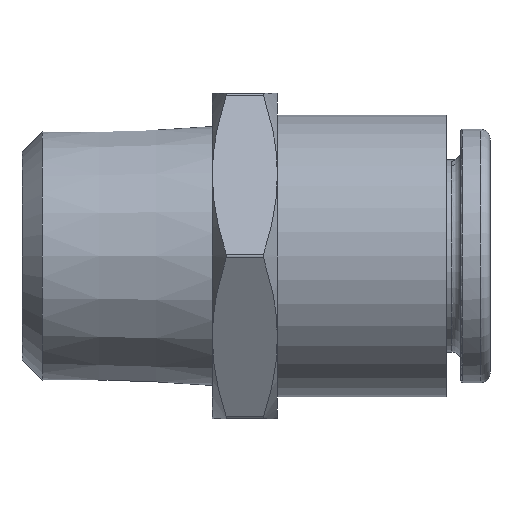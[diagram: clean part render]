
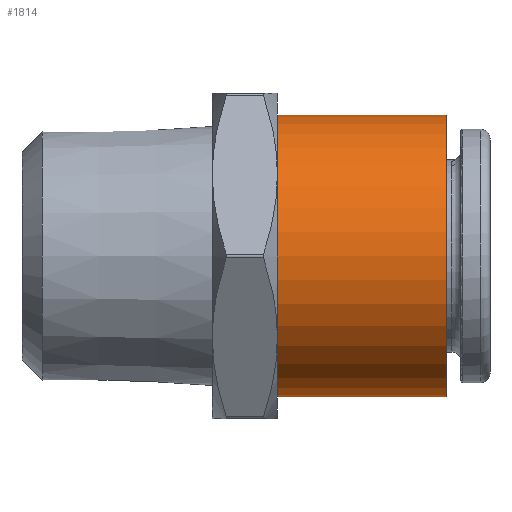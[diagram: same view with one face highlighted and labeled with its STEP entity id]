
A CAD part, front view. The second image highlights one B-rep face of the part: STEP entity #1814.
In plain terms, the highlighted cylindrical face has radius 7.55 mm (diameter 15.1 mm), a full revolution.
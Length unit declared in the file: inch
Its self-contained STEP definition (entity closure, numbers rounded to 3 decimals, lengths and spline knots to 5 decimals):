
#263=FACE_OUTER_BOUND('',#380,.T.);
#380=EDGE_LOOP('',(#1519,#1520,#1521,#1522));
#470=LINE('',#3521,#548);
#548=VECTOR('',#2536,0.29724);
#657=CIRCLE('',#2042,0.29724);
#658=CIRCLE('',#2044,0.29724);
#819=VERTEX_POINT('',#3516);
#820=VERTEX_POINT('',#3519);
#1061=EDGE_CURVE('',#819,#819,#657,.T.);
#1062=EDGE_CURVE('',#820,#820,#658,.T.);
#1063=EDGE_CURVE('',#820,#819,#470,.T.);
#1519=ORIENTED_EDGE('',*,*,#1062,.F.);
#1520=ORIENTED_EDGE('',*,*,#1063,.T.);
#1521=ORIENTED_EDGE('',*,*,#1061,.T.);
#1522=ORIENTED_EDGE('',*,*,#1063,.F.);
#1609=CYLINDRICAL_SURFACE('',#2043,0.29724);
#1814=ADVANCED_FACE('',(#263),#1609,.T.);
#2042=AXIS2_PLACEMENT_3D('',#3517,#2530,#2531);
#2043=AXIS2_PLACEMENT_3D('',#3518,#2532,#2533);
#2044=AXIS2_PLACEMENT_3D('',#3520,#2534,#2535);
#2530=DIRECTION('center_axis',(1.,0.,0.));
#2531=DIRECTION('ref_axis',(0.,1.,0.));
#2532=DIRECTION('center_axis',(1.,0.,0.));
#2533=DIRECTION('ref_axis',(0.,-1.,0.));
#2534=DIRECTION('center_axis',(1.,0.,0.));
#2535=DIRECTION('ref_axis',(0.,1.,0.));
#2536=DIRECTION('',(-1.,0.,0.));
#3516=CARTESIAN_POINT('',(0.53928,0.29724,0.));
#3517=CARTESIAN_POINT('Origin',(0.53928,0.,0.));
#3518=CARTESIAN_POINT('Origin',(-0.0448,0.,0.));
#3519=CARTESIAN_POINT('',(0.89606,0.29724,0.));
#3520=CARTESIAN_POINT('Origin',(0.89606,0.,0.));
#3521=CARTESIAN_POINT('',(-0.0448,0.29724,0.));
